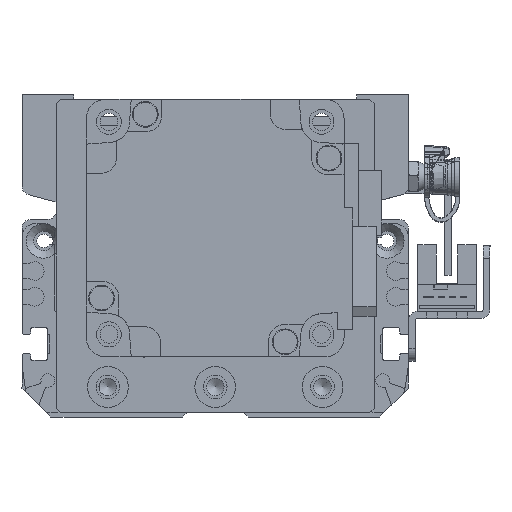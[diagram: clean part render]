
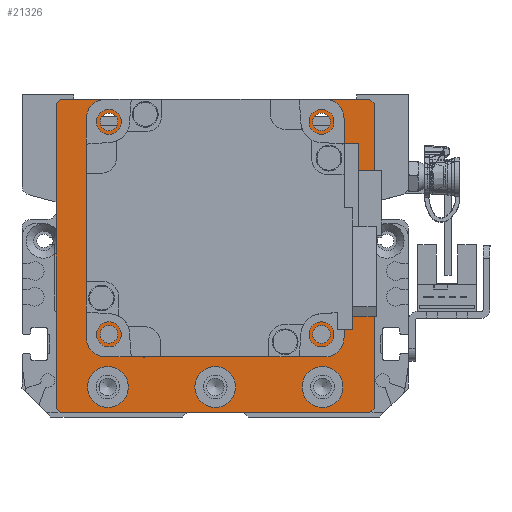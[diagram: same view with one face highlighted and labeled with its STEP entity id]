
A CAD part, left-side view. The second image highlights one B-rep face of the part: STEP entity #21326.
In plain terms, the highlighted face is planar.
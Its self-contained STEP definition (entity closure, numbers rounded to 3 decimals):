
#844=FACE_BOUND('',#3583,.T.);
#845=FACE_BOUND('',#3584,.T.);
#846=FACE_BOUND('',#3585,.T.);
#847=FACE_BOUND('',#3586,.T.);
#848=FACE_BOUND('',#3587,.T.);
#849=FACE_BOUND('',#3588,.T.);
#850=FACE_BOUND('',#3589,.T.);
#851=FACE_BOUND('',#3590,.T.);
#1263=PLANE('',#23611);
#2169=FACE_OUTER_BOUND('',#3582,.T.);
#3582=EDGE_LOOP('',(#17495,#17496,#17497,#17498,#17499,#17500,#17501,#17502));
#3583=EDGE_LOOP('',(#17503));
#3584=EDGE_LOOP('',(#17504));
#3585=EDGE_LOOP('',(#17505));
#3586=EDGE_LOOP('',(#17506));
#3587=EDGE_LOOP('',(#17507));
#3588=EDGE_LOOP('',(#17508));
#3589=EDGE_LOOP('',(#17509));
#3590=EDGE_LOOP('',(#17510));
#5226=LINE('',#35108,#6999);
#5232=LINE('',#35119,#7005);
#5239=LINE('',#35154,#7012);
#5242=LINE('',#35159,#7015);
#5248=LINE('',#35180,#7021);
#5251=LINE('',#35185,#7024);
#5252=LINE('',#35188,#7025);
#5260=LINE('',#35227,#7033);
#6999=VECTOR('',#28145,10.);
#7005=VECTOR('',#28153,10.);
#7012=VECTOR('',#28184,10.);
#7015=VECTOR('',#28189,10.);
#7021=VECTOR('',#28213,10.);
#7024=VECTOR('',#28218,10.);
#7025=VECTOR('',#28221,10.);
#7033=VECTOR('',#28271,10.);
#8442=CIRCLE('',#23580,4.75);
#8445=CIRCLE('',#23586,4.75);
#8448=CIRCLE('',#23592,4.75);
#8450=CIRCLE('',#23598,2.067);
#8451=CIRCLE('',#23600,2.067);
#8452=CIRCLE('',#23602,2.067);
#8453=CIRCLE('',#23604,2.067);
#8456=CIRCLE('',#23609,25.);
#10046=VERTEX_POINT('',#35106);
#10047=VERTEX_POINT('',#35107);
#10051=VERTEX_POINT('',#35117);
#10067=VERTEX_POINT('',#35153);
#10068=VERTEX_POINT('',#35157);
#10074=VERTEX_POINT('',#35179);
#10075=VERTEX_POINT('',#35183);
#10076=VERTEX_POINT('',#35187);
#10079=VERTEX_POINT('',#35196);
#10082=VERTEX_POINT('',#35207);
#10085=VERTEX_POINT('',#35218);
#10087=VERTEX_POINT('',#35229);
#10088=VERTEX_POINT('',#35233);
#10089=VERTEX_POINT('',#35237);
#10090=VERTEX_POINT('',#35241);
#10093=VERTEX_POINT('',#35250);
#12638=EDGE_CURVE('',#10046,#10047,#5226,.T.);
#12644=EDGE_CURVE('',#10046,#10051,#5232,.T.);
#12661=EDGE_CURVE('',#10067,#10051,#5239,.T.);
#12664=EDGE_CURVE('',#10067,#10068,#5242,.T.);
#12673=EDGE_CURVE('',#10074,#10068,#5248,.T.);
#12676=EDGE_CURVE('',#10074,#10075,#5251,.T.);
#12677=EDGE_CURVE('',#10076,#10075,#5252,.T.);
#12681=EDGE_CURVE('',#10079,#10079,#8442,.T.);
#12686=EDGE_CURVE('',#10082,#10082,#8445,.T.);
#12691=EDGE_CURVE('',#10085,#10085,#8448,.T.);
#12695=EDGE_CURVE('',#10076,#10047,#5260,.T.);
#12696=EDGE_CURVE('',#10087,#10087,#8450,.T.);
#12698=EDGE_CURVE('',#10088,#10088,#8451,.T.);
#12700=EDGE_CURVE('',#10089,#10089,#8452,.T.);
#12702=EDGE_CURVE('',#10090,#10090,#8453,.T.);
#12706=EDGE_CURVE('',#10093,#10093,#8456,.T.);
#17495=ORIENTED_EDGE('',*,*,#12638,.F.);
#17496=ORIENTED_EDGE('',*,*,#12644,.T.);
#17497=ORIENTED_EDGE('',*,*,#12661,.F.);
#17498=ORIENTED_EDGE('',*,*,#12664,.T.);
#17499=ORIENTED_EDGE('',*,*,#12673,.F.);
#17500=ORIENTED_EDGE('',*,*,#12676,.T.);
#17501=ORIENTED_EDGE('',*,*,#12677,.F.);
#17502=ORIENTED_EDGE('',*,*,#12695,.T.);
#17503=ORIENTED_EDGE('',*,*,#12681,.T.);
#17504=ORIENTED_EDGE('',*,*,#12686,.T.);
#17505=ORIENTED_EDGE('',*,*,#12691,.T.);
#17506=ORIENTED_EDGE('',*,*,#12696,.T.);
#17507=ORIENTED_EDGE('',*,*,#12698,.T.);
#17508=ORIENTED_EDGE('',*,*,#12700,.T.);
#17509=ORIENTED_EDGE('',*,*,#12702,.T.);
#17510=ORIENTED_EDGE('',*,*,#12706,.T.);
#21326=ADVANCED_FACE('',(#2169,#844,#845,#846,#847,#848,#849,#850,#851),
#1263,.T.);
#23580=AXIS2_PLACEMENT_3D('',#35197,#28231,#28232);
#23586=AXIS2_PLACEMENT_3D('',#35208,#28245,#28246);
#23592=AXIS2_PLACEMENT_3D('',#35219,#28259,#28260);
#23598=AXIS2_PLACEMENT_3D('',#35230,#28274,#28275);
#23600=AXIS2_PLACEMENT_3D('',#35234,#28279,#28280);
#23602=AXIS2_PLACEMENT_3D('',#35238,#28284,#28285);
#23604=AXIS2_PLACEMENT_3D('',#35242,#28289,#28290);
#23609=AXIS2_PLACEMENT_3D('',#35251,#28300,#28301);
#23611=AXIS2_PLACEMENT_3D('',#35255,#28306,#28307);
#28145=DIRECTION('',(0.707,-0.707,0.));
#28153=DIRECTION('',(-1.,0.,0.));
#28184=DIRECTION('',(0.707,0.707,0.));
#28189=DIRECTION('',(0.,-1.,0.));
#28213=DIRECTION('',(-0.707,0.707,0.));
#28218=DIRECTION('',(1.,0.,0.));
#28221=DIRECTION('',(-0.707,-0.707,0.));
#28231=DIRECTION('center_axis',(0.,0.,-1.));
#28232=DIRECTION('ref_axis',(1.,0.,0.));
#28245=DIRECTION('center_axis',(0.,0.,-1.));
#28246=DIRECTION('ref_axis',(1.,0.,0.));
#28259=DIRECTION('center_axis',(0.,0.,-1.));
#28260=DIRECTION('ref_axis',(1.,0.,0.));
#28271=DIRECTION('',(0.,1.,0.));
#28274=DIRECTION('center_axis',(0.,0.,-1.));
#28275=DIRECTION('ref_axis',(1.,0.,0.));
#28279=DIRECTION('center_axis',(0.,0.,-1.));
#28280=DIRECTION('ref_axis',(1.,0.,0.));
#28284=DIRECTION('center_axis',(0.,0.,-1.));
#28285=DIRECTION('ref_axis',(1.,0.,0.));
#28289=DIRECTION('center_axis',(0.,0.,-1.));
#28290=DIRECTION('ref_axis',(1.,0.,0.));
#28300=DIRECTION('center_axis',(0.,0.,-1.));
#28301=DIRECTION('ref_axis',(1.,0.,0.));
#28306=DIRECTION('center_axis',(0.,0.,1.));
#28307=DIRECTION('ref_axis',(1.,0.,0.));
#35106=CARTESIAN_POINT('',(36.,37.5,59.));
#35107=CARTESIAN_POINT('',(37.,36.5,59.));
#35108=CARTESIAN_POINT('',(36.625,36.875,59.));
#35117=CARTESIAN_POINT('',(-36.,37.5,59.));
#35119=CARTESIAN_POINT('',(37.,37.5,59.));
#35153=CARTESIAN_POINT('',(-37.,36.5,59.));
#35154=CARTESIAN_POINT('',(-36.625,36.875,59.));
#35157=CARTESIAN_POINT('',(-37.,-34.5,59.));
#35159=CARTESIAN_POINT('',(-37.,35.5,59.));
#35179=CARTESIAN_POINT('',(-36.,-35.5,59.));
#35180=CARTESIAN_POINT('',(-36.125,-35.375,59.));
#35183=CARTESIAN_POINT('',(36.,-35.5,59.));
#35185=CARTESIAN_POINT('',(-37.,-35.5,59.));
#35187=CARTESIAN_POINT('',(37.,-34.5,59.));
#35188=CARTESIAN_POINT('',(36.125,-35.375,59.));
#35196=CARTESIAN_POINT('',(-29.75,-29.5,59.));
#35197=CARTESIAN_POINT('Origin',(-25.,-29.5,59.));
#35207=CARTESIAN_POINT('',(-4.75,-29.5,59.));
#35208=CARTESIAN_POINT('Origin',(0.,-29.5,59.));
#35218=CARTESIAN_POINT('',(20.25,-29.5,59.));
#35219=CARTESIAN_POINT('Origin',(25.,-29.5,59.));
#35227=CARTESIAN_POINT('',(37.,-35.5,59.));
#35229=CARTESIAN_POINT('',(-26.816,-17.249,59.));
#35230=CARTESIAN_POINT('Origin',(-24.749,-17.249,59.));
#35233=CARTESIAN_POINT('',(-26.816,32.249,59.));
#35234=CARTESIAN_POINT('Origin',(-24.749,32.249,59.));
#35237=CARTESIAN_POINT('',(22.682,32.249,59.));
#35238=CARTESIAN_POINT('Origin',(24.749,32.249,59.));
#35241=CARTESIAN_POINT('',(22.682,-17.249,59.));
#35242=CARTESIAN_POINT('Origin',(24.749,-17.249,59.));
#35250=CARTESIAN_POINT('',(-25.,7.5,59.));
#35251=CARTESIAN_POINT('Origin',(0.,7.5,59.));
#35255=CARTESIAN_POINT('Origin',(0.,0.,
59.));
